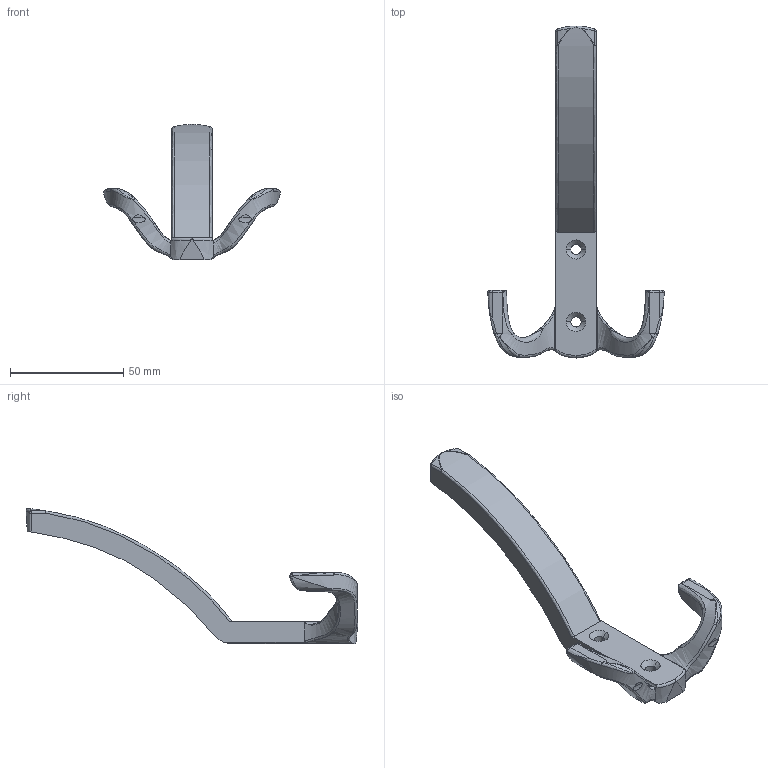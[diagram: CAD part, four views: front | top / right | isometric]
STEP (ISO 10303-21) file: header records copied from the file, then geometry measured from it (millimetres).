
FILE_DESCRIPTION (( 'STEP AP214' ), '1' );
FILE_NAME ('F002436,F002437,F002438_3D.step', '2022-06-10T07:05:41', ( '' ), ( '' ), 'SwSTEP 2.0', 'SolidWorks 2020', '' );
FILE_SCHEMA (( 'AUTOMOTIVE_DESIGN' ));
Length unit declared in the file: millimetre
Products named in the file (1): F002436,F002437,F002438_3D
Bounding box: 77.94 x 146.59 x 59.69 mm (x, y, z)
Volume: 35894.2 mm3; surface area: 12646.4 mm2
Topology: 1 solids, 1 shells, 160 faces, 406 edges, 242 vertices
Faces by surface type: bspline 102, cylinder 28, sphere 16, plane 10, cone 4
Entity records: 10322 total; most frequent: CARTESIAN_POINT 7293, ORIENTED_EDGE 796, EDGE_CURVE 398, DIRECTION 360, B_SPLINE_CURVE_WITH_KNOTS 242, VERTEX_POINT 242, EDGE_LOOP 166, FACE_OUTER_BOUND 160
